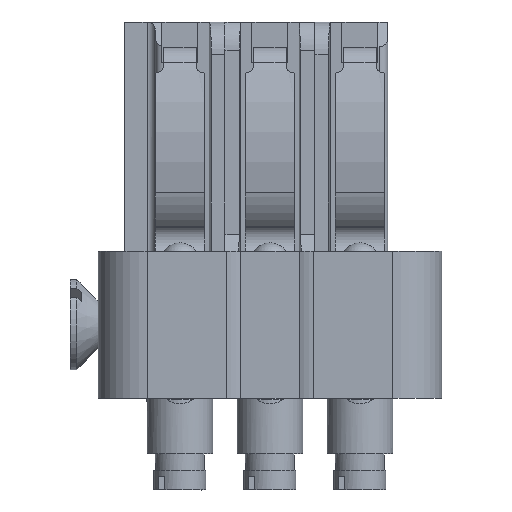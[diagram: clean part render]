
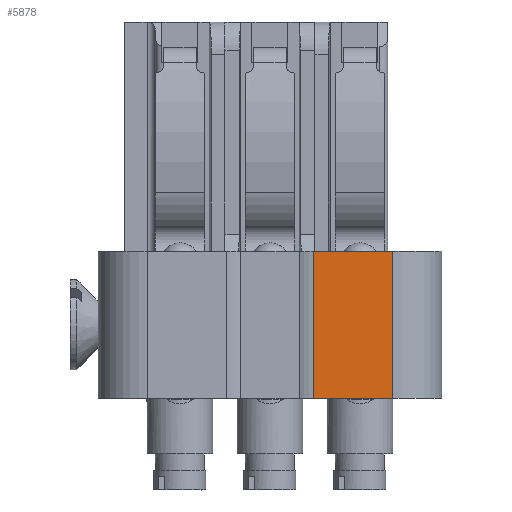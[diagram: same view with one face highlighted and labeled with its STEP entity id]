
A CAD part, front view. The second image highlights one B-rep face of the part: STEP entity #5878.
In plain terms, the highlighted planar face has unit normal (0, -1, 0).
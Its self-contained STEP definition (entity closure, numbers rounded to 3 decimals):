
#5148=FACE_OUTER_BOUND('',#7338,.T.);
#5878=ADVANCED_FACE('',(#5148),#6568,.T.);
#6568=PLANE('',#20749);
#7338=EDGE_LOOP('',(#9570,#9571,#9572,#9573));
#9570=ORIENTED_EDGE('',*,*,#14508,.T.);
#9571=ORIENTED_EDGE('',*,*,#14509,.T.);
#9572=ORIENTED_EDGE('',*,*,#14506,.T.);
#9573=ORIENTED_EDGE('',*,*,#13579,.T.);
#12183=VERTEX_POINT('',#26074);
#12184=VERTEX_POINT('',#26076);
#12837=VERTEX_POINT('',#28754);
#12838=VERTEX_POINT('',#28758);
#13579=EDGE_CURVE('',#12184,#12183,#16769,.T.);
#14506=EDGE_CURVE('',#12837,#12184,#17413,.T.);
#14508=EDGE_CURVE('',#12183,#12838,#17414,.T.);
#14509=EDGE_CURVE('',#12838,#12837,#17415,.T.);
#16769=LINE('',#26075,#18140);
#17413=LINE('',#28753,#18784);
#17414=LINE('',#28757,#18785);
#17415=LINE('',#28759,#18786);
#18140=VECTOR('',#21693,1.);
#18784=VECTOR('',#23069,1.);
#18785=VECTOR('',#23074,1.);
#18786=VECTOR('',#23075,1.);
#20749=AXIS2_PLACEMENT_3D('',#28760,#23076,#23077);
#21693=DIRECTION('',(-1.,0.,0.));
#23069=DIRECTION('',(0.,0.,1.));
#23074=DIRECTION('',(0.,0.,-1.));
#23075=DIRECTION('',(1.,0.,0.));
#23076=DIRECTION('',(0.,-1.,0.));
#23077=DIRECTION('',(1.,0.,0.));
#26074=CARTESIAN_POINT('',(2.672,-10.5,4.5));
#26075=CARTESIAN_POINT('',(7.5,-10.5,4.5));
#26076=CARTESIAN_POINT('',(7.5,-10.5,4.5));
#28753=CARTESIAN_POINT('',(7.5,-10.5,-4.2));
#28754=CARTESIAN_POINT('',(7.5,-10.5,-4.5));
#28757=CARTESIAN_POINT('',(2.672,-10.5,4.5));
#28758=CARTESIAN_POINT('',(2.672,-10.5,-4.5));
#28759=CARTESIAN_POINT('',(11.225,-10.5,-4.5));
#28760=CARTESIAN_POINT('',(-10.5,-10.5,-4.5));
